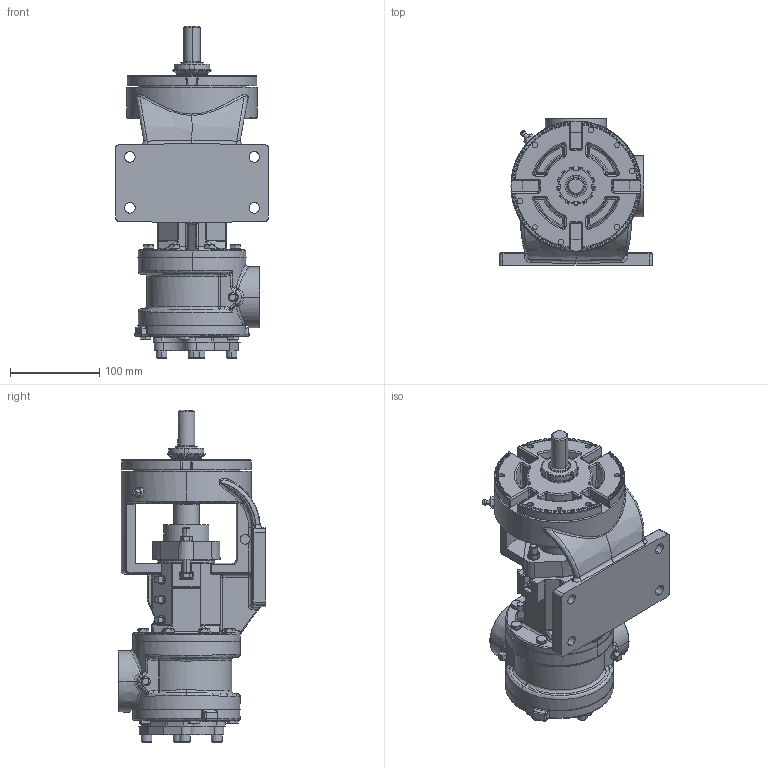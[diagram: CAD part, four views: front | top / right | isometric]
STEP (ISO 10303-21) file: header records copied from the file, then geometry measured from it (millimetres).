
FILE_DESCRIPTION((''),'2;1');
FILE_NAME('E1-2_4_NO_PRV_SW','2015-11-02T',('chris.leopold'),(''),'PRO/ENGINEER BY PARAMETRIC TECHNOLOGY CORPORATION, 2013320','PRO/ENGINEER BY PARAMETRIC TECHNOLOGY CORPORATION, 2013320','');
FILE_SCHEMA(('CONFIG_CONTROL_DESIGN'));
Products named in the file (1): E1-2_4_NO_PRV_SW
Bounding box: 171.45 x 165.1 x 372.8 mm (x, y, z)
Volume: 2887126.8 mm3; surface area: 318461 mm2
Topology: 1 solids, 2 shells, 3267 faces, 7546 edges, 4374 vertices
Faces by surface type: cylinder 1074, plane 717, bspline 476, torus 399, sphere 350, cone 251
Entity records: 135344 total; most frequent: CARTESIAN_POINT 65556, ORIENTED_EDGE 15092, DIRECTION 14100, EDGE_CURVE 7546, AXIS2_PLACEMENT_3D 5884, VERTEX_POINT 4374, EDGE_LOOP 3390, FACE_OUTER_BOUND 3267
